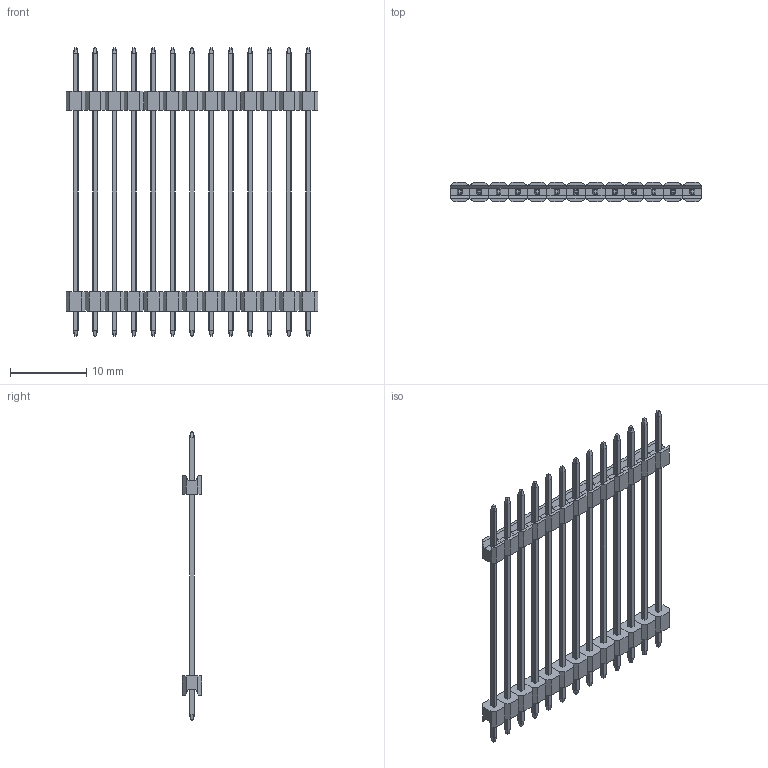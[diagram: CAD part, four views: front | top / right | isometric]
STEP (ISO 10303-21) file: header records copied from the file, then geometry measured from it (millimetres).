
FILE_DESCRIPTION(/* description */ (''),/* implementation_level */ '2;1');
FILE_NAME(/* name */ '13x Male Pim Header 37.80mm Pitch 2.54mm.stp',/* time_stamp */ '2019-10-22T08:20:01+02:00',/* author */ ('PCB-Tech'),/* organization */ (''),/* preprocessor_version */ 'ST-DEVELOPER v18',/* originating_system */ 'Autodesk Inventor 2020',/* authorisation */ '');
FILE_SCHEMA (('AUTOMOTIVE_DESIGN { 1 0 10303 214 3 1 1 }'));
Length unit declared in the file: millimetre
Products named in the file (3): 13x Male Pim Header 37.80mm Pitch 2.54mm; Male Pin 37.80mm; Insulator
Assembly tree (39 placements, depth 2):
  13x Male Pim Header 37.80mm Pitch 2.54mm
    Male Pin 37.80mm  x13
    Insulator  x26
Bounding box: 33.02 x 2.54 x 37.8 mm (x, y, z)
Volume: 497.2 mm3; surface area: 2185.1 mm2
Topology: 39 solids, 39 shells, 1118 faces, 2808 edges, 1768 vertices
Faces by surface type: plane 1118
Entity records: 2222 total; most frequent: DIRECTION 368, CARTESIAN_POINT 358, ORIENTED_EDGE 312, LINE 156, VECTOR 156, EDGE_CURVE 156, AXIS2_PLACEMENT_3D 106, VERTEX_POINT 96
